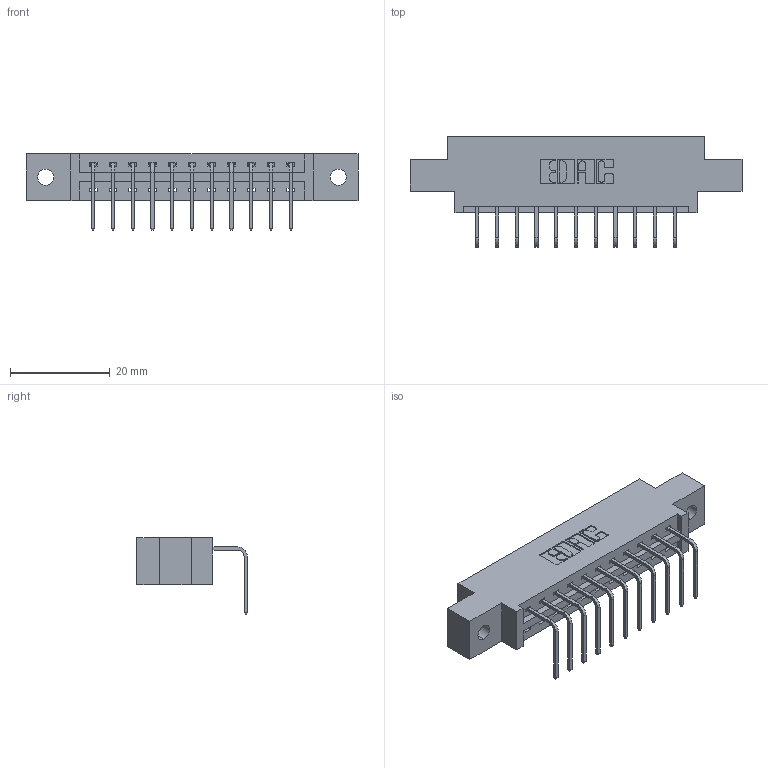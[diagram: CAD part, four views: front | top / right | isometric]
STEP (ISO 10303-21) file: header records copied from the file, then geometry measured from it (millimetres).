
FILE_DESCRIPTION (( 'STEP AP203' ), '1' );
FILE_NAME ('337-011-558-602.STEP', '2019-10-07T11:32:50', ( '' ), ( '' ), 'SwSTEP 2.0', 'SolidWorks 2016', '' );
FILE_SCHEMA (( 'CONFIG_CONTROL_DESIGN' ));
Length unit declared in the file: inch
Products named in the file (3): 345-292-001_558 Tail - 2; 337-011-558-602; 337 Part_0.170 Offset - 0.128 Dia
Assembly tree (12 placements, depth 2):
  337-011-558-602
    337 Part_0.170 Offset - 0.128 Dia
    345-292-001_558 Tail - 2  x11
Bounding box: 66.6 x 22.17 x 15.37 mm (x, y, z)
Volume: 6416.4 mm3; surface area: 6510 mm2
Topology: 12 solids, 12 shells, 822 faces, 2457 edges, 1622 vertices
Faces by surface type: plane 602, cylinder 220
Entity records: 12405 total; most frequent: CARTESIAN_POINT 2167, ORIENTED_EDGE 2114, DIRECTION 1887, EDGE_CURVE 1057, LINE 929, VECTOR 929, VERTEX_POINT 702, AXIS2_PLACEMENT_3D 479
